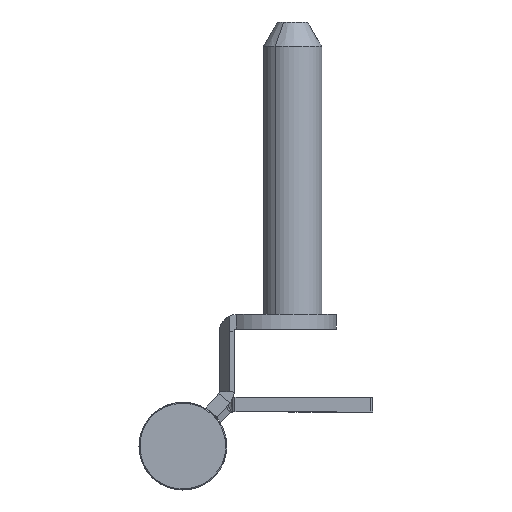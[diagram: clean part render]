
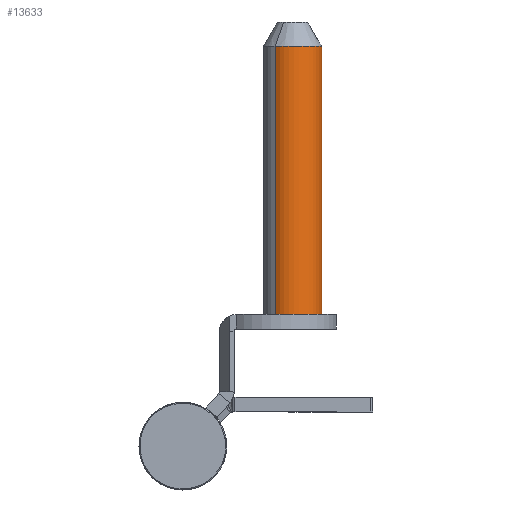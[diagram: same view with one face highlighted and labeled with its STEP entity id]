
A CAD part, left-side view. The second image highlights one B-rep face of the part: STEP entity #13633.
In plain terms, the highlighted cylindrical face has radius 6 mm (diameter 12 mm), a partial arc.
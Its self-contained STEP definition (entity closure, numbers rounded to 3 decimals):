
#1196 = VERTEX_POINT ( 'NONE', #45024 ) ;
#1947 = DIRECTION ( 'NONE',  ( 0., -1., 0. ) ) ;
#3808 = EDGE_CURVE ( 'NONE', #33506, #48802, #4394, .T. ) ;
#3940 = ORIENTED_EDGE ( 'NONE', *, *, #3808, .F. ) ;
#4394 = CIRCLE ( 'NONE', #40298, 6. ) ;
#8172 = LINE ( 'NONE', #45662, #22531 ) ;
#9774 = AXIS2_PLACEMENT_3D ( 'NONE', #11752, #27012, #23991 ) ;
#10536 = EDGE_CURVE ( 'NONE', #32984, #33506, #8172, .T. ) ;
#11752 = CARTESIAN_POINT ( 'NONE',  ( 0., 60., 0. ) ) ;
#11946 = EDGE_CURVE ( 'NONE', #1196, #48802, #13229, .T. ) ;
#12950 = FACE_OUTER_BOUND ( 'NONE', #32325, .T. ) ;
#13229 = LINE ( 'NONE', #43937, #33559 ) ;
#13633 = ADVANCED_FACE ( 'NONE', ( #12950 ), #28691, .T. ) ;
#16680 = ORIENTED_EDGE ( 'NONE', *, *, #10536, .F. ) ;
#17230 = DIRECTION ( 'NONE',  ( 0., -1., 0. ) ) ;
#20449 = ORIENTED_EDGE ( 'NONE', *, *, #48938, .T. ) ;
#21765 = DIRECTION ( 'NONE',  ( 0., -1., 0. ) ) ;
#22531 = VECTOR ( 'NONE', #37915, 1000. ) ;
#22780 = CARTESIAN_POINT ( 'NONE',  ( 0., 5., -6. ) ) ;
#23991 = DIRECTION ( 'NONE',  ( 0., 0., -1. ) ) ;
#24198 = DIRECTION ( 'NONE',  ( 0., 0., -1. ) ) ;
#27012 = DIRECTION ( 'NONE',  ( 0., -1., 0. ) ) ;
#27773 = CARTESIAN_POINT ( 'NONE',  ( 0., 5., 6. ) ) ;
#27962 = CARTESIAN_POINT ( 'NONE',  ( 0., 0., 0. ) ) ;
#28691 = CYLINDRICAL_SURFACE ( 'NONE', #41626, 6. ) ;
#29787 = CARTESIAN_POINT ( 'NONE',  ( 0., 5., 0. ) ) ;
#32325 = EDGE_LOOP ( 'NONE', ( #16680, #20449, #42609, #3940 ) ) ;
#32984 = VERTEX_POINT ( 'NONE', #33180 ) ;
#33180 = CARTESIAN_POINT ( 'NONE',  ( 0., 60., 6. ) ) ;
#33506 = VERTEX_POINT ( 'NONE', #27773 ) ;
#33559 = VECTOR ( 'NONE', #17230, 1000. ) ;
#37915 = DIRECTION ( 'NONE',  ( 0., -1., 0. ) ) ;
#40298 = AXIS2_PLACEMENT_3D ( 'NONE', #29787, #21765, #48485 ) ;
#41626 = AXIS2_PLACEMENT_3D ( 'NONE', #27962, #1947, #24198 ) ;
#42609 = ORIENTED_EDGE ( 'NONE', *, *, #11946, .T. ) ;
#43937 = CARTESIAN_POINT ( 'NONE',  ( 0., 0., -6. ) ) ;
#44875 = CIRCLE ( 'NONE', #9774, 6. ) ;
#45024 = CARTESIAN_POINT ( 'NONE',  ( 0., 60., -6. ) ) ;
#45662 = CARTESIAN_POINT ( 'NONE',  ( 0., 0., 6. ) ) ;
#48485 = DIRECTION ( 'NONE',  ( 0., 0., -1. ) ) ;
#48802 = VERTEX_POINT ( 'NONE', #22780 ) ;
#48938 = EDGE_CURVE ( 'NONE', #32984, #1196, #44875, .T. ) ;
